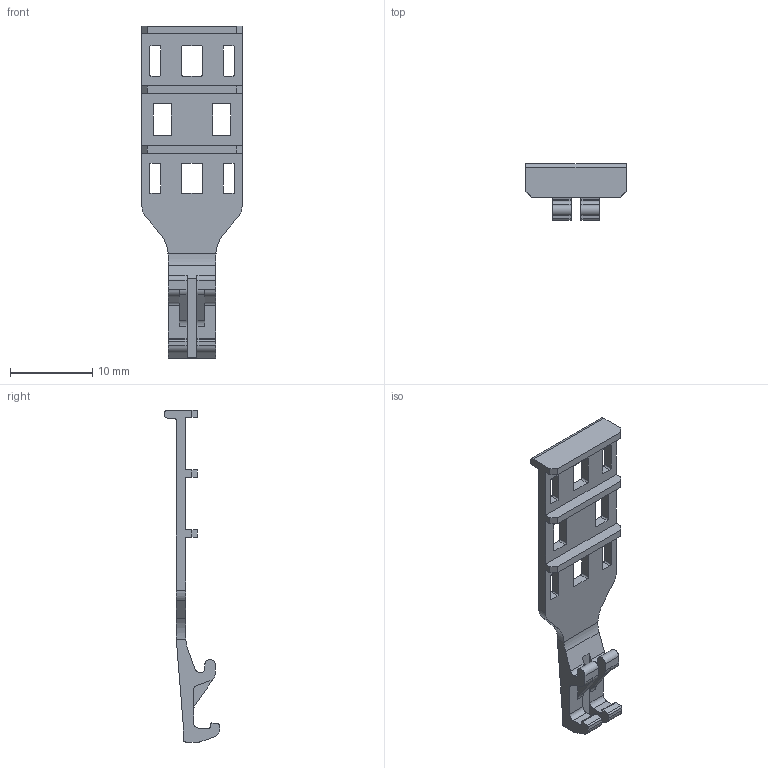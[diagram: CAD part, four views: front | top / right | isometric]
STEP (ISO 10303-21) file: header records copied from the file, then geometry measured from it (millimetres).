
FILE_DESCRIPTION(('CATIA V5R24 STEP','CAx-IF Rec.Pracs.--- Model Styling and Organization---1.2---2011-12-15'),'2;1');
FILE_NAME ('D1462766_0', '2017-05-22T10:28:00+00:00', ('Weidmueller Interface'), ('Weidmueller'), 'CATIA Version 5-6 Release 2014 SP4 HF52', 'CATIA V5 STEP AP214', 'none');
FILE_SCHEMA(('AUTOMOTIVE_DESIGN { 1 0 10303 214 1 1 1 1 }'));
Length unit declared in the file: millimetre
Products named in the file (1): v5-standard_part
Bounding box: 12.2 x 6.8 x 40.45 mm (x, y, z)
Volume: 511.4 mm3; surface area: 1151.7 mm2
Topology: 1 solids, 1 shells, 161 faces, 475 edges, 316 vertices
Faces by surface type: plane 93, cylinder 68
Entity records: 5221 total; most frequent: CARTESIAN_POINT 954, ORIENTED_EDGE 950, DIRECTION 753, EDGE_CURVE 475, VECTOR 333, LINE 333, VERTEX_POINT 316, AXIS2_PLACEMENT_3D 279
